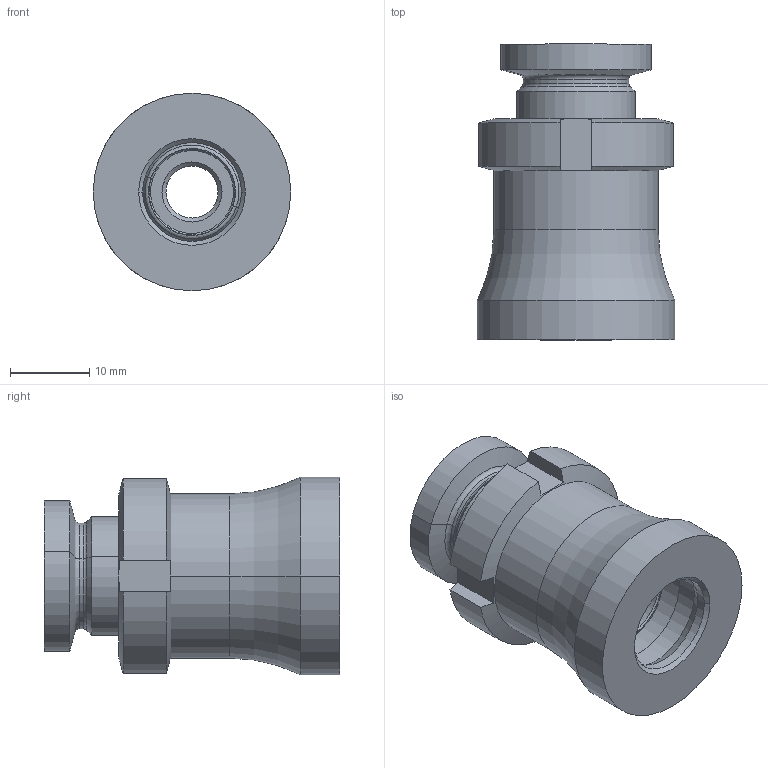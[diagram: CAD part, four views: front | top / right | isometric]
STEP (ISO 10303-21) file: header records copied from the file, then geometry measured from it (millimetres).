
FILE_DESCRIPTION (( 'STEP AP214' ), '1' );
FILE_NAME ('VF 15-0 A1.STEP', '2015-08-18T13:21:31', ( '' ), ( '' ), 'SwSTEP 2.0', 'SolidWorks 2015', '' );
FILE_SCHEMA (( 'AUTOMOTIVE_DESIGN' ));
Length unit declared in the file: millimetre
Products named in the file (3): VF 15 1-0 A1; VF 15-0 A1; VF 15 2-0 A1
Assembly tree (2 placements, depth 2):
  VF 15-0 A1
    VF 15 2-0 A1
    VF 15 1-0 A1
Bounding box: 25 x 37.43 x 25 mm (x, y, z)
Volume: 10456.6 mm3; surface area: 6840.9 mm2
Topology: 2 solids, 2 shells, 85 faces, 188 edges, 110 vertices
Faces by surface type: cylinder 28, cone 26, plane 19, torus 12
Entity records: 2542 total; most frequent: CARTESIAN_POINT 496, DIRECTION 434, ORIENTED_EDGE 376, EDGE_CURVE 188, AXIS2_PLACEMENT_3D 184, VERTEX_POINT 110, CIRCLE 94, EDGE_LOOP 92
